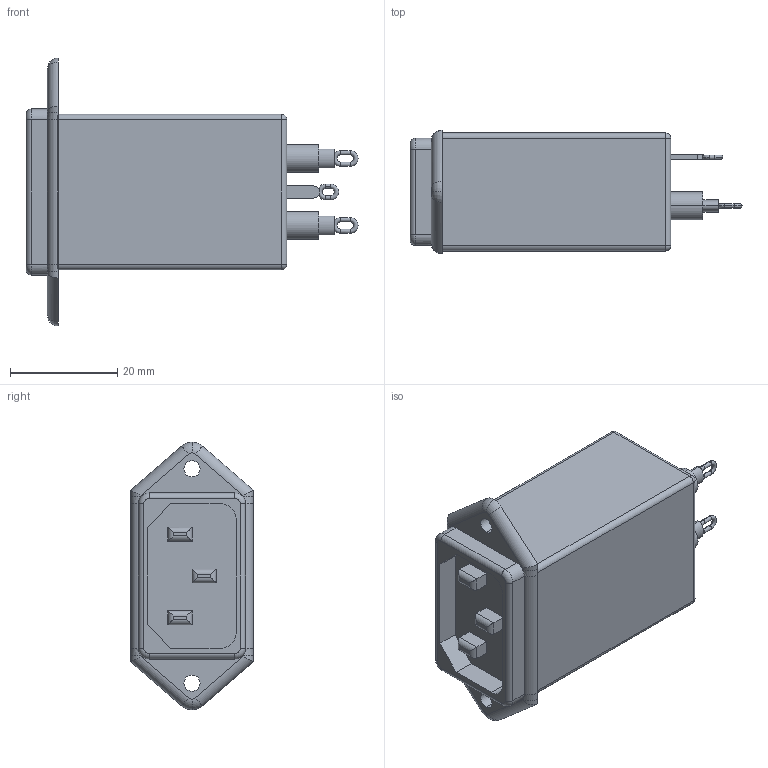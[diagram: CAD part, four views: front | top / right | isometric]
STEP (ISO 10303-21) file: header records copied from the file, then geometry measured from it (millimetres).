
FILE_DESCRIPTION (( 'STEP AP214' ), '1' );
FILE_NAME ('ENF_KGLFVP_L56W50H23.STEP', '2018-10-29T15:47:29', ( '' ), ( '' ), 'SwSTEP 2.0', 'SolidWorks 2014', '' );
FILE_SCHEMA (( 'AUTOMOTIVE_DESIGN' ));
Length unit declared in the file: millimetre
Products named in the file (1): ENF_KGLFVP_L56W50H23
Bounding box: 62 x 23 x 50 mm (x, y, z)
Volume: 30173.3 mm3; surface area: 7466.2 mm2
Topology: 1 solids, 1 shells, 192 faces, 480 edges, 296 vertices
Faces by surface type: plane 99, cylinder 61, torus 20, bspline 8, sphere 4
Entity records: 7393 total; most frequent: CARTESIAN_POINT 1319, ORIENTED_EDGE 952, DIRECTION 923, EDGE_CURVE 476, LINE 315, VECTOR 315, AXIS2_PLACEMENT_3D 304, VERTEX_POINT 296
